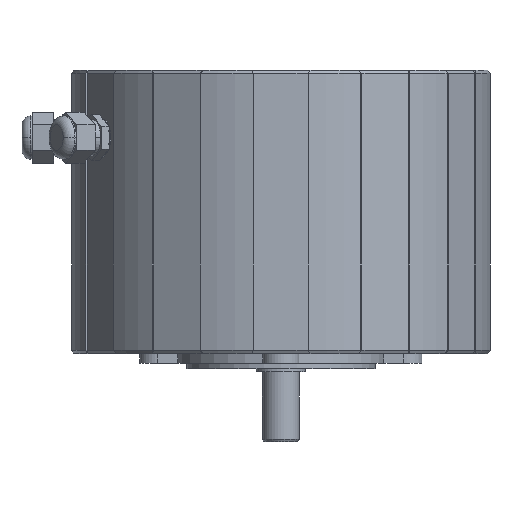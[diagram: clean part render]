
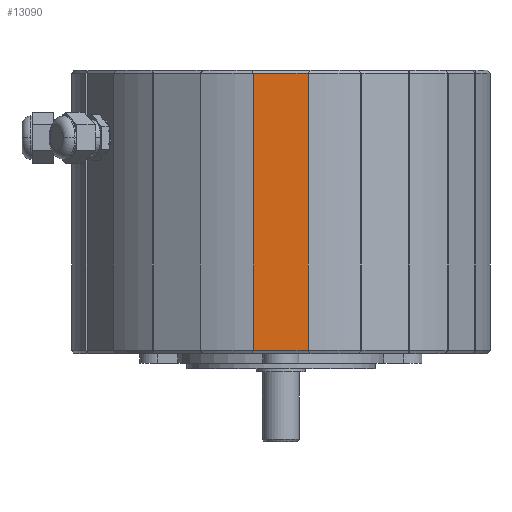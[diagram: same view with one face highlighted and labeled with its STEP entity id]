
A CAD part, front view. The second image highlights one B-rep face of the part: STEP entity #13090.
In plain terms, the highlighted planar face has unit normal (0, -1, 0).
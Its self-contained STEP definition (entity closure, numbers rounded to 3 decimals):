
#323 = EDGE_LOOP ( 'NONE', ( #14609, #14291, #9214, #7277 ) ) ;
#1280 = LINE ( 'NONE', #12470, #16061 ) ;
#1896 = CARTESIAN_POINT ( 'NONE',  ( 16.588, -126., 2. ) ) ;
#1927 = PLANE ( 'NONE',  #13097 ) ;
#3436 = DIRECTION ( 'NONE',  ( 0., 0., -1. ) ) ;
#4335 = VECTOR ( 'NONE', #3436, 1000. ) ;
#4710 = CARTESIAN_POINT ( 'NONE',  ( -16.588, -126., 2. ) ) ;
#4791 = DIRECTION ( 'NONE',  ( 0., 1., 0. ) ) ;
#4804 = VERTEX_POINT ( 'NONE', #13425 ) ;
#5194 = EDGE_CURVE ( 'NONE', #9601, #10292, #6848, .T. ) ;
#6193 = FACE_OUTER_BOUND ( 'NONE', #323, .T. ) ;
#6515 = CARTESIAN_POINT ( 'NONE',  ( -16.588, -126., 2. ) ) ;
#6848 = LINE ( 'NONE', #10918, #9346 ) ;
#7217 = EDGE_CURVE ( 'NONE', #4804, #9601, #1280, .T. ) ;
#7277 = ORIENTED_EDGE ( 'NONE', *, *, #13991, .T. ) ;
#7588 = DIRECTION ( 'NONE',  ( 1., 0., 0. ) ) ;
#9214 = ORIENTED_EDGE ( 'NONE', *, *, #5194, .T. ) ;
#9346 = VECTOR ( 'NONE', #11188, 1000. ) ;
#9601 = VERTEX_POINT ( 'NONE', #13804 ) ;
#10292 = VERTEX_POINT ( 'NONE', #6515 ) ;
#10498 = VECTOR ( 'NONE', #7588, 1000. ) ;
#10918 = CARTESIAN_POINT ( 'NONE',  ( -16.588, -126., 172. ) ) ;
#11046 = VERTEX_POINT ( 'NONE', #1896 ) ;
#11188 = DIRECTION ( 'NONE',  ( 0., 0., -1. ) ) ;
#11626 = DIRECTION ( 'NONE',  ( 1., 0., 0. ) ) ;
#11755 = LINE ( 'NONE', #15988, #4335 ) ;
#12470 = CARTESIAN_POINT ( 'NONE',  ( -16.588, -126., 170. ) ) ;
#12722 = EDGE_CURVE ( 'NONE', #4804, #11046, #11755, .T. ) ;
#12779 = LINE ( 'NONE', #4710, #10498 ) ;
#13090 = ADVANCED_FACE ( 'NONE', ( #6193 ), #1927, .F. ) ;
#13097 = AXIS2_PLACEMENT_3D ( 'NONE', #13109, #4791, #11626 ) ;
#13109 = CARTESIAN_POINT ( 'NONE',  ( -16.588, -126., 172. ) ) ;
#13425 = CARTESIAN_POINT ( 'NONE',  ( 16.588, -126., 170. ) ) ;
#13804 = CARTESIAN_POINT ( 'NONE',  ( -16.588, -126., 170. ) ) ;
#13991 = EDGE_CURVE ( 'NONE', #10292, #11046, #12779, .T. ) ;
#14291 = ORIENTED_EDGE ( 'NONE', *, *, #7217, .T. ) ;
#14609 = ORIENTED_EDGE ( 'NONE', *, *, #12722, .F. ) ;
#15988 = CARTESIAN_POINT ( 'NONE',  ( 16.588, -126., 172. ) ) ;
#16061 = VECTOR ( 'NONE', #18121, 1000. ) ;
#18121 = DIRECTION ( 'NONE',  ( -1., 0., 0. ) ) ;
